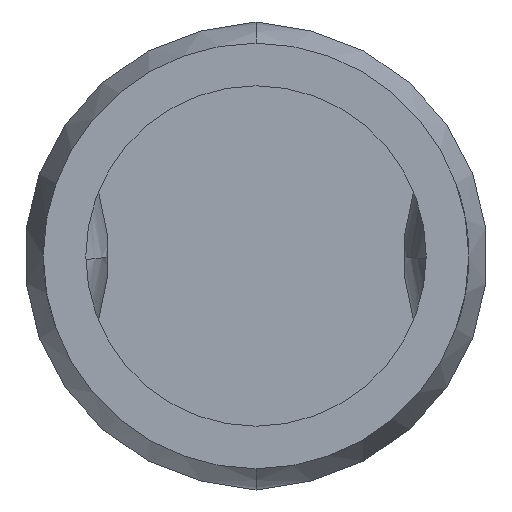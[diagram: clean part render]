
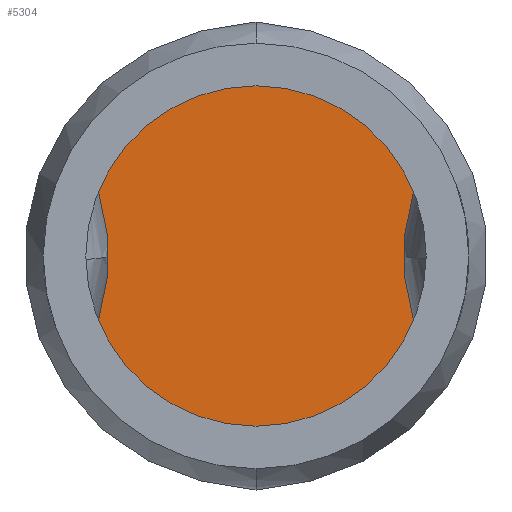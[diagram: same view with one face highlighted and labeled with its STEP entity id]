
A CAD part, front view. The second image highlights one B-rep face of the part: STEP entity #5304.
In plain terms, the highlighted planar face has unit normal (0, -1, 0).
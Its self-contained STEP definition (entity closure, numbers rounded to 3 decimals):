
#279 = VERTEX_POINT ( 'NONE', #4556 ) ;
#304 = VERTEX_POINT ( 'NONE', #3791 ) ;
#375 = ORIENTED_EDGE ( 'NONE', *, *, #2282, .F. ) ;
#704 = DIRECTION ( 'NONE',  ( 0., 0., 1. ) ) ;
#714 = CIRCLE ( 'NONE', #3754, 0.4 ) ;
#1155 = CARTESIAN_POINT ( 'NONE',  ( 0., -27.1, 0. ) ) ;
#1366 = DIRECTION ( 'NONE',  ( 0., 0., 1. ) ) ;
#1797 = DIRECTION ( 'NONE',  ( 0., 1., 0. ) ) ;
#1903 = FACE_OUTER_BOUND ( 'NONE', #2462, .T. ) ;
#2206 = DIRECTION ( 'NONE',  ( 0., 0., 1. ) ) ;
#2282 = EDGE_CURVE ( 'Defeature ausgef�hrt2_0+Defeature ausgef�hrt2_24+Defeature ausgef�hrt2_24+Defeature ausgef�hrt2_24', #279, #304, #714, .T. ) ;
#2462 = EDGE_LOOP ( 'NONE', ( #375, #2575 ) ) ;
#2575 = ORIENTED_EDGE ( 'NONE', *, *, #3055, .F. ) ;
#2635 = AXIS2_PLACEMENT_3D ( 'NONE', #4377, #1797, #2206 ) ;
#2675 = CARTESIAN_POINT ( 'NONE',  ( 0., -27.1, 0. ) ) ;
#2721 = AXIS2_PLACEMENT_3D ( 'NONE', #2675, #4915, #1366 ) ;
#3055 = EDGE_CURVE ( 'Defeature ausgef�hrt2_0+Defeature ausgef�hrt2_24+Defeature ausgef�hrt2_24+Defeature ausgef�hrt2_24', #304, #279, #3905, .T. ) ;
#3754 = AXIS2_PLACEMENT_3D ( 'NONE', #1155, #4146, #704 ) ;
#3791 = CARTESIAN_POINT ( 'NONE',  ( 0., -27.1, -0.4 ) ) ;
#3905 = CIRCLE ( 'NONE', #2635, 0.4 ) ;
#4146 = DIRECTION ( 'NONE',  ( 0., 1., 0. ) ) ;
#4377 = CARTESIAN_POINT ( 'NONE',  ( 0., -27.1, 0. ) ) ;
#4481 = PLANE ( 'NONE',  #2721 ) ;
#4556 = CARTESIAN_POINT ( 'NONE',  ( 0., -27.1, 0.4 ) ) ;
#4915 = DIRECTION ( 'NONE',  ( 0., 1., 0. ) ) ;
#5304 = ADVANCED_FACE ( 'Defeature ausgef�hrt2_24', ( #1903 ), #4481, .F. ) ;
